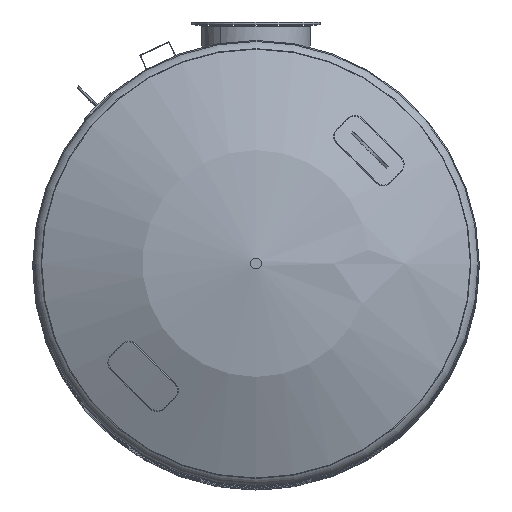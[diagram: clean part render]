
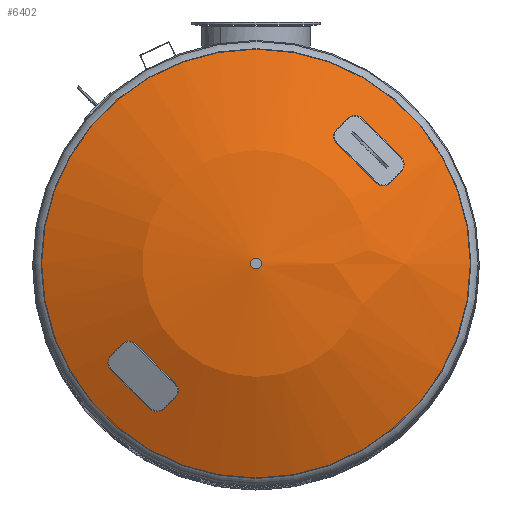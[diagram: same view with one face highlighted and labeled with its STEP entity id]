
A CAD part, top view. The second image highlights one B-rep face of the part: STEP entity #6402.
In plain terms, the highlighted spherical face has radius 2506 mm.
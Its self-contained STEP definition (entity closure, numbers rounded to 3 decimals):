
#6302=CARTESIAN_POINT('',(-30.15,0.,10557.118));
#6303=VERTEX_POINT('',#6302);
#6304=CARTESIAN_POINT('',(0.0,0.0,10557.118));
#6305=DIRECTION('',(0.0,0.0,-1.0));
#6306=DIRECTION('',(1.0,0.0,0.0));
#6307=AXIS2_PLACEMENT_3D('',#6304,#6305,#6306);
#6308=CIRCLE('',#6307,30.15);
#6309=EDGE_CURVE('',#6303,#6303,#6308,.T.);
#6383=CARTESIAN_POINT('',(0.0,0.0,8051.299));
#6384=DIRECTION('',(0.0,0.0,1.0));
#6385=DIRECTION('',(1.0,0.0,0.0));
#6386=AXIS2_PLACEMENT_3D('',#6383,#6384,#6385);
#6387=SPHERICAL_SURFACE('',#6386,2506.0);
#6388=ORIENTED_EDGE('',*,*,#6309,.T.);
#6389=EDGE_LOOP('',(#6388));
#6390=FACE_OUTER_BOUND('',#6389,.T.);
#6391=CARTESIAN_POINT('',(1203.571,0.0,10249.356));
#6392=VERTEX_POINT('',#6391);
#6393=CARTESIAN_POINT('',(0.,0.0,10249.356));
#6394=DIRECTION('',(0.0,0.0,-1.0));
#6395=DIRECTION('',(1.0,0.0,0.0));
#6396=AXIS2_PLACEMENT_3D('',#6393,#6394,#6395);
#6397=CIRCLE('',#6396,1203.571);
#6398=EDGE_CURVE('',#6392,#6392,#6397,.T.);
#6399=ORIENTED_EDGE('',*,*,#6398,.F.);
#6400=EDGE_LOOP('',(#6399));
#6401=FACE_BOUND('',#6400,.T.);
#6402=ADVANCED_FACE('',(#6390,#6401),#6387,.T.);
